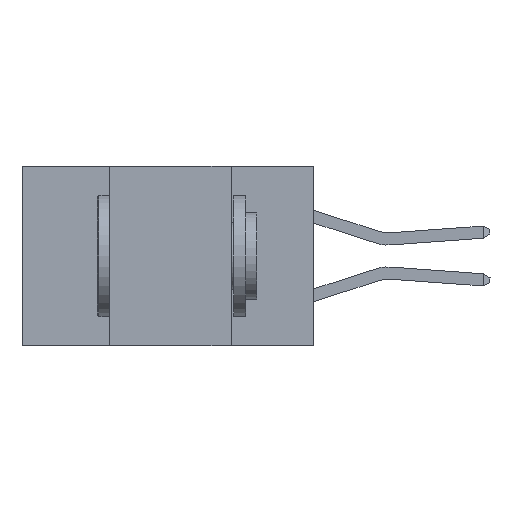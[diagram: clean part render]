
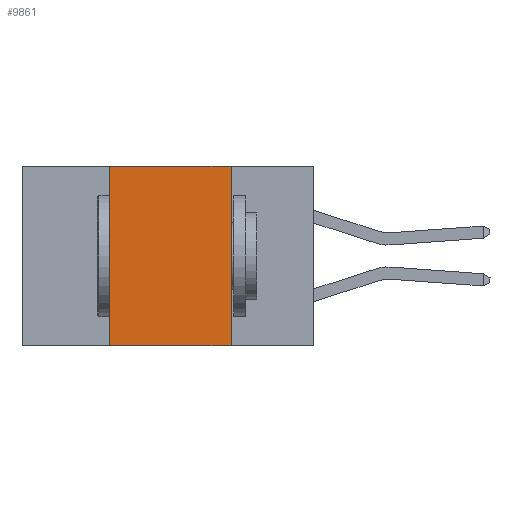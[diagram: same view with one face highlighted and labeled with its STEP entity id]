
A CAD part, left-side view. The second image highlights one B-rep face of the part: STEP entity #9861.
In plain terms, the highlighted planar face has unit normal (-1, 0, 0).
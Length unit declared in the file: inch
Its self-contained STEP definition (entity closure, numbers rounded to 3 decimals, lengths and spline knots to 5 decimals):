
#200 = EDGE_CURVE ( 'NONE', #6146, #2916, #13470, .T. ) ;
#1134 = VECTOR ( 'NONE', #6564, 39.37008 ) ;
#1398 = DIRECTION ( 'NONE',  ( 0., 0., 1. ) ) ;
#2747 = ORIENTED_EDGE ( 'NONE', *, *, #16798, .F. ) ;
#2916 = VERTEX_POINT ( 'NONE', #23143 ) ;
#4641 = EDGE_LOOP ( 'NONE', ( #14407, #5290, #2747, #21129 ) ) ;
#5290 = ORIENTED_EDGE ( 'NONE', *, *, #21831, .F. ) ;
#6095 = DIRECTION ( 'NONE',  ( 0., -1., 0. ) ) ;
#6146 = VERTEX_POINT ( 'NONE', #21721 ) ;
#6564 = DIRECTION ( 'NONE',  ( 0., 0., -1. ) ) ;
#7472 = DIRECTION ( 'NONE',  ( 0., 0., -1. ) ) ;
#7830 = CARTESIAN_POINT ( 'NONE',  ( 0., 0.6, 0. ) ) ;
#7918 = LINE ( 'NONE', #9490, #22945 ) ;
#8273 = CARTESIAN_POINT ( 'NONE',  ( 0., 0.17, 0. ) ) ;
#9490 = CARTESIAN_POINT ( 'NONE',  ( 0., 0.6, 0. ) ) ;
#9813 = CARTESIAN_POINT ( 'NONE',  ( 0., 0.42, 0. ) ) ;
#9861 = ADVANCED_FACE ( 'NONE', ( #10290 ), #15723, .F. ) ;
#10290 = FACE_OUTER_BOUND ( 'NONE', #4641, .T. ) ;
#11838 = CARTESIAN_POINT ( 'NONE',  ( 0., 0.6, -0.37 ) ) ;
#13470 = LINE ( 'NONE', #8273, #1134 ) ;
#13819 = VECTOR ( 'NONE', #1398, 39.37008 ) ;
#14407 = ORIENTED_EDGE ( 'NONE', *, *, #200, .F. ) ;
#15253 = VERTEX_POINT ( 'NONE', #9813 ) ;
#15723 = PLANE ( 'NONE',  #24119 ) ;
#16798 = EDGE_CURVE ( 'NONE', #21856, #15253, #23299, .T. ) ;
#17145 = DIRECTION ( 'NONE',  ( 0., -1., 0. ) ) ;
#18959 = VECTOR ( 'NONE', #6095, 39.37008 ) ;
#21129 = ORIENTED_EDGE ( 'NONE', *, *, #21951, .T. ) ;
#21721 = CARTESIAN_POINT ( 'NONE',  ( 0., 0.17, 0. ) ) ;
#21831 = EDGE_CURVE ( 'NONE', #15253, #6146, #7918, .T. ) ;
#21856 = VERTEX_POINT ( 'NONE', #23157 ) ;
#21951 = EDGE_CURVE ( 'NONE', #21856, #2916, #24162, .T. ) ;
#22945 = VECTOR ( 'NONE', #17145, 39.37008 ) ;
#23143 = CARTESIAN_POINT ( 'NONE',  ( 0., 0.17, -0.37 ) ) ;
#23157 = CARTESIAN_POINT ( 'NONE',  ( 0., 0.42, -0.37 ) ) ;
#23299 = LINE ( 'NONE', #24714, #13819 ) ;
#23338 = DIRECTION ( 'NONE',  ( 1., 0., 0. ) ) ;
#24119 = AXIS2_PLACEMENT_3D ( 'NONE', #7830, #23338, #7472 ) ;
#24162 = LINE ( 'NONE', #11838, #18959 ) ;
#24714 = CARTESIAN_POINT ( 'NONE',  ( 0., 0.42, 0. ) ) ;
